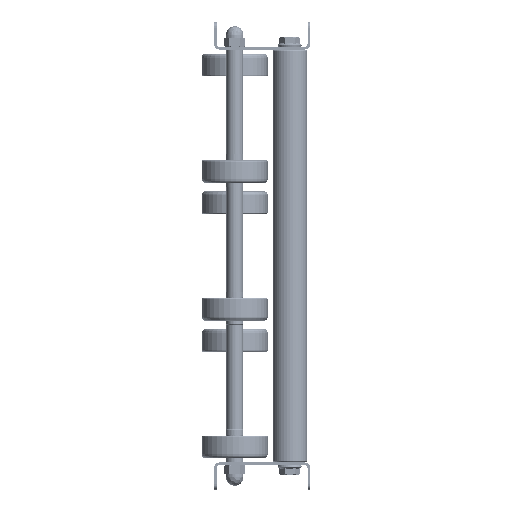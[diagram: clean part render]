
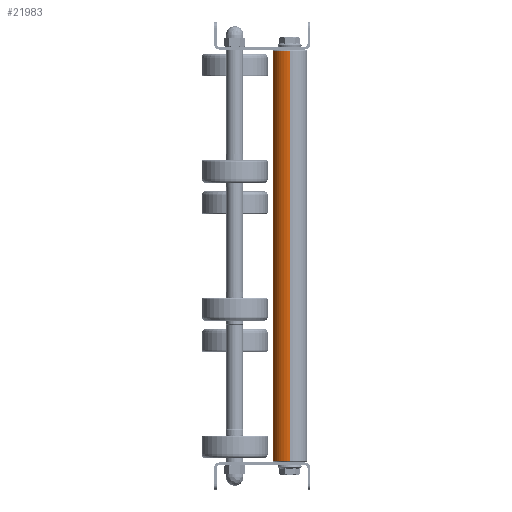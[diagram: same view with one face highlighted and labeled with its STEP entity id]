
A CAD part, left-side view. The second image highlights one B-rep face of the part: STEP entity #21983.
In plain terms, the highlighted cylindrical face has radius 12.5 mm (diameter 25 mm), a partial arc.
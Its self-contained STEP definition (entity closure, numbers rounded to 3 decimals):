
#119 = VERTEX_POINT ( 'NONE', #41873 ) ;
#1147 = EDGE_CURVE ( 'NONE', #40016, #119, #33969, .T. ) ;
#3135 = EDGE_CURVE ( 'NONE', #119, #33884, #7122, .T. ) ;
#4289 = VECTOR ( 'NONE', #23778, 1000. ) ;
#6584 = ORIENTED_EDGE ( 'NONE', *, *, #1147, .T. ) ;
#6586 = CARTESIAN_POINT ( 'NONE',  ( 300., 0., 0. ) ) ;
#7122 = LINE ( 'NONE', #27339, #4289 ) ;
#7434 = EDGE_CURVE ( 'NONE', #33884, #25301, #37661, .T. ) ;
#14850 = DIRECTION ( 'NONE',  ( -1., 0., 0. ) ) ;
#17243 = DIRECTION ( 'NONE',  ( -1., 0., 0. ) ) ;
#17457 = CARTESIAN_POINT ( 'NONE',  ( 300., 0., 12.5 ) ) ;
#17678 = ORIENTED_EDGE ( 'NONE', *, *, #3135, .T. ) ;
#19318 = FACE_OUTER_BOUND ( 'NONE', #32465, .T. ) ;
#21054 = CARTESIAN_POINT ( 'NONE',  ( 299., 0., 0. ) ) ;
#21983 = ADVANCED_FACE ( 'NONE', ( #19318 ), #35984, .T. ) ;
#23005 = CARTESIAN_POINT ( 'NONE',  ( 299., 0., 12.5 ) ) ;
#23778 = DIRECTION ( 'NONE',  ( -1., 0., 0. ) ) ;
#24181 = AXIS2_PLACEMENT_3D ( 'NONE', #40790, #37232, #40574 ) ;
#25301 = VERTEX_POINT ( 'NONE', #28477 ) ;
#26803 = DIRECTION ( 'NONE',  ( 0., 0., 1. ) ) ;
#27339 = CARTESIAN_POINT ( 'NONE',  ( 300., 0., -12.5 ) ) ;
#27958 = DIRECTION ( 'NONE',  ( 0., 0., -1. ) ) ;
#28477 = CARTESIAN_POINT ( 'NONE',  ( 1., 0., 12.5 ) ) ;
#32423 = VECTOR ( 'NONE', #17243, 1000. ) ;
#32465 = EDGE_LOOP ( 'NONE', ( #6584, #17678, #41980, #38539 ) ) ;
#33884 = VERTEX_POINT ( 'NONE', #36283 ) ;
#33969 = CIRCLE ( 'NONE', #43927, 12.5 ) ;
#34330 = LINE ( 'NONE', #17457, #32423 ) ;
#34759 = AXIS2_PLACEMENT_3D ( 'NONE', #6586, #39108, #26803 ) ;
#35984 = CYLINDRICAL_SURFACE ( 'NONE', #34759, 12.5 ) ;
#36283 = CARTESIAN_POINT ( 'NONE',  ( 1., 0., -12.5 ) ) ;
#37232 = DIRECTION ( 'NONE',  ( 1., 0., 0. ) ) ;
#37661 = CIRCLE ( 'NONE', #24181, 12.5 ) ;
#38539 = ORIENTED_EDGE ( 'NONE', *, *, #41417, .F. ) ;
#39108 = DIRECTION ( 'NONE',  ( -1., 0., 0. ) ) ;
#40016 = VERTEX_POINT ( 'NONE', #23005 ) ;
#40574 = DIRECTION ( 'NONE',  ( 0., 0., -1. ) ) ;
#40790 = CARTESIAN_POINT ( 'NONE',  ( 1., 0., 0. ) ) ;
#41417 = EDGE_CURVE ( 'NONE', #40016, #25301, #34330, .T. ) ;
#41873 = CARTESIAN_POINT ( 'NONE',  ( 299., 0., -12.5 ) ) ;
#41980 = ORIENTED_EDGE ( 'NONE', *, *, #7434, .T. ) ;
#43927 = AXIS2_PLACEMENT_3D ( 'NONE', #21054, #14850, #27958 ) ;
